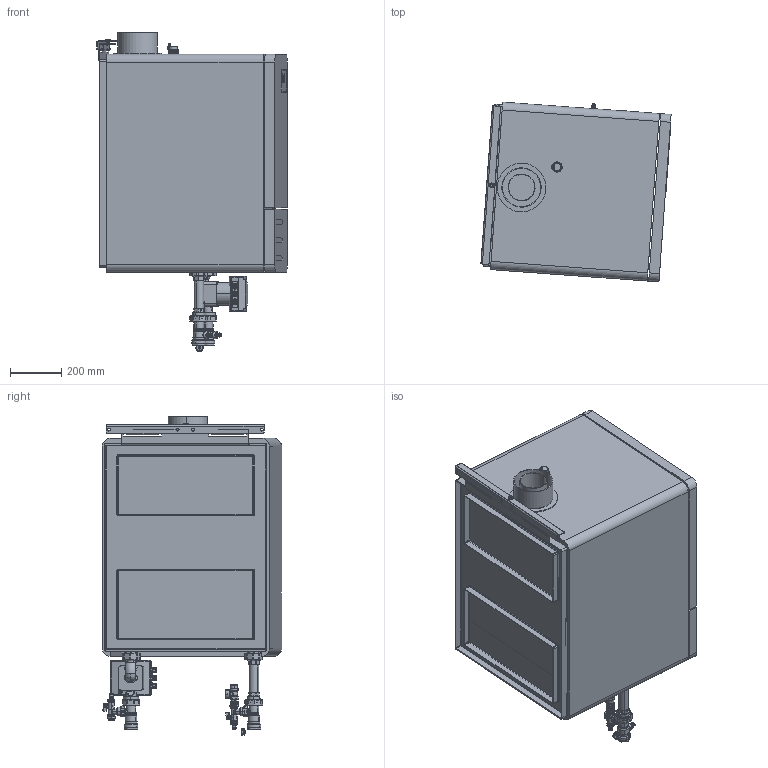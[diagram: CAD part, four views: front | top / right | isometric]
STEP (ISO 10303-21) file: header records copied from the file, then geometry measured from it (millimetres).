
FILE_DESCRIPTION(('CATIA V5 STEP Exchange'),'2;1');
FILE_NAME('4220400_00_3D.stp','2021-06-01T10:59:47+00:00',('N.N.'),('Hovalwerke AG FL-9490 Vaduz'),'CATIA Version 5-6 Release 2016 SP3 HF4','CATIA V5 STEP AP203','none');
FILE_SCHEMA(('CONFIG_CONTROL_DESIGN'));
Products named in the file (7): 4214813_Planerdaten 46_47-TG classic (35,45)_14453706_C83_000_00; 6039787_Wandbügel kpl._10652771_C83_000_01; _Schnellentlüfter 1_2 MS m.Absperrung_10365786_C86_000_00; _Anschluss-Set AS 32-TG (60)_10782153_C83_000_00; 6012948_V01; 240499; 6012948_V02
Assembly tree (42 placements, depth 5):
  4214813_Planerdaten 46_47-TG classic (35,45)_14453706_C83_000_00
    #57
    6039787_Wandbügel kpl._10652771_C83_000_01
      #5862
      #8096
    _Schnellentlüfter 1_2 MS m.Absperrung_10365786_C86_000_00
      #8679
      #18136
      #19062
    #19788
    #22908
    #36818  x2
    #37986  x2
    _Anschluss-Set AS 32-TG (60)_10782153_C83_000_00
      6012948_V01
        #39321
        #43155
        #43324
        #53660
        #57089
        #58370
        240499
          #58547
          #62042
          #63044
          #66089
          #66197
          #67030
        #67662
        #68554
        #69075
        #69998
      6012948_V02
        #43324
        #53660
        #43155
        #57089
        #58370
        240499
          #58547
          #62042
          #63044
          #66089
          #66197
          #67030
        #67662
    #75041
Bounding box: 744.52 x 702.31 x 1248.5 mm (x, y, z)
Volume: 318602022.6 mm3; surface area: 5852341.8 mm2
Topology: 66 solids, 66 shells, 3005 faces, 7383 edges, 4537 vertices
Faces by surface type: cylinder 1049, plane 965, cone 381, bspline 296, torus 223, sphere 82, revolution 9
Entity records: 76325 total; most frequent: CARTESIAN_POINT 27867, ORIENTED_EDGE 11036, DIRECTION 7527, EDGE_CURVE 5518, AXIS2_PLACEMENT_3D 3553, VERTEX_POINT 3462, VECTOR 2469, LINE 2469
